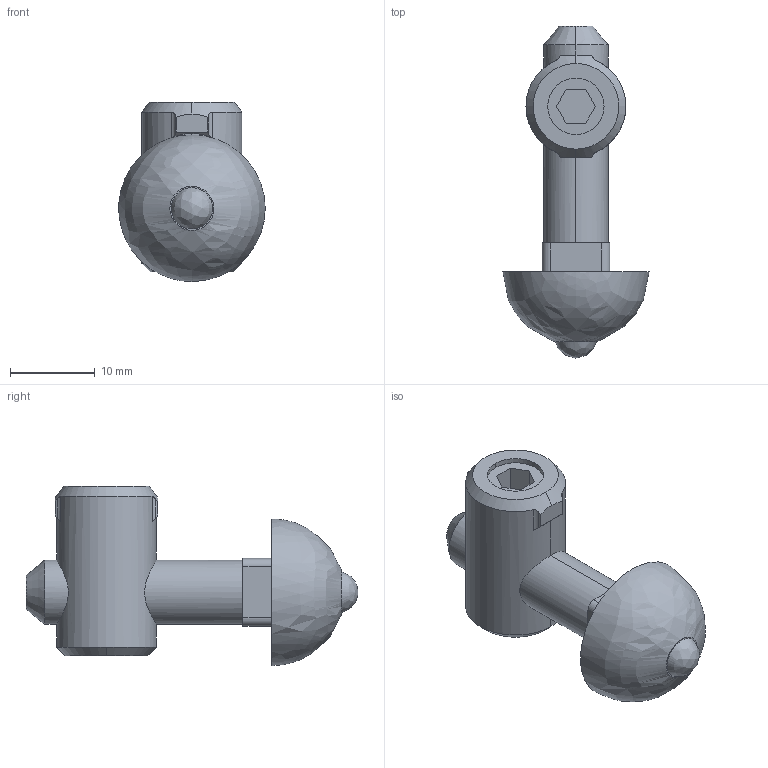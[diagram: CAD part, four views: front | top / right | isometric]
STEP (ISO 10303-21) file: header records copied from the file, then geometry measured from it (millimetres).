
FILE_DESCRIPTION (( 'STEP AP203' ), '1' );
FILE_NAME ('282320000_c_1.STEP', '2022-12-12T02:44:41', ( '' ), ( '' ), 'SwSTEP 2.0', 'SolidWorks 2014', '' );
FILE_SCHEMA (( 'CONFIG_CONTROL_DESIGN' ));
Length unit declared in the file: millimetre
Products named in the file (1): 282320000_c_1
Bounding box: 17.28 x 39.19 x 21.15 mm (x, y, z)
Volume: 4301.1 mm3; surface area: 2024.6 mm2
Topology: 1 solids, 1 shells, 50 faces, 128 edges, 84 vertices
Faces by surface type: plane 26, cylinder 16, cone 6, bspline 2
Entity records: 1923 total; most frequent: CARTESIAN_POINT 682, ORIENTED_EDGE 252, DIRECTION 224, EDGE_CURVE 126, VERTEX_POINT 84, AXIS2_PLACEMENT_3D 78, LINE 68, VECTOR 68
